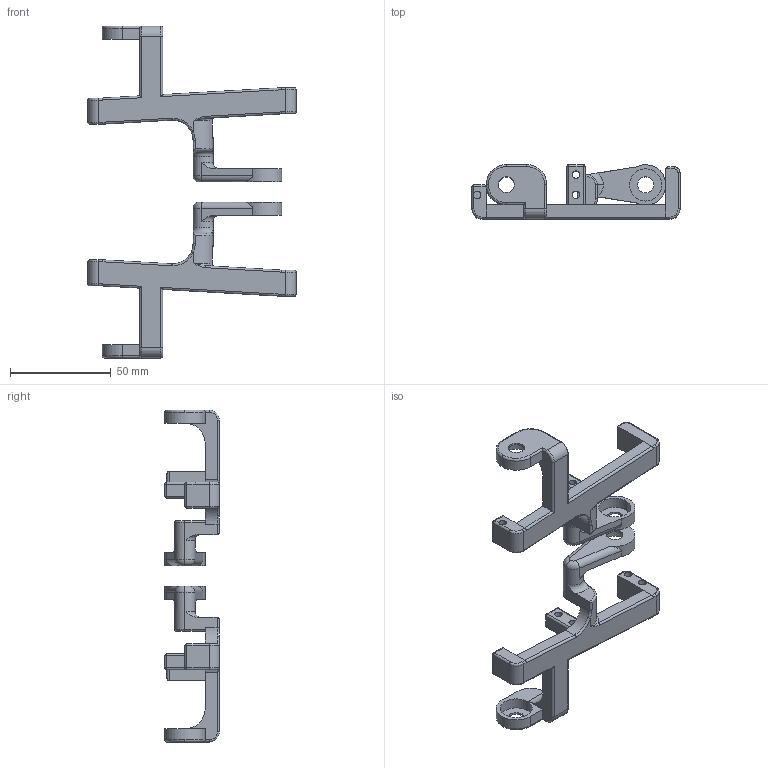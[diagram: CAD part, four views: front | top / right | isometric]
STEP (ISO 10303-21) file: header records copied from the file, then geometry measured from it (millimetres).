
FILE_DESCRIPTION (( 'STEP AP203' ), '1' );
FILE_NAME ('leg_mid_print.STEP', '2025-04-14T15:20:04', ( '' ), ( '' ), 'SwSTEP 2.0', 'SolidWorks 2023', '' );
FILE_SCHEMA (( 'CONFIG_CONTROL_DESIGN' ));
Length unit declared in the file: millimetre
Products named in the file (1): leg_mid_print
Bounding box: 103.2 x 27 x 164.6 mm (x, y, z)
Volume: 46692.6 mm3; surface area: 24690.1 mm2
Topology: 2 solids, 2 shells, 280 faces, 684 edges, 398 vertices
Faces by surface type: cylinder 138, plane 80, torus 42, sphere 12, bspline 8
Entity records: 8601 total; most frequent: CARTESIAN_POINT 2011, DIRECTION 1434, ORIENTED_EDGE 1336, EDGE_CURVE 668, AXIS2_PLACEMENT_3D 561, VERTEX_POINT 398, VECTOR 312, LINE 312
